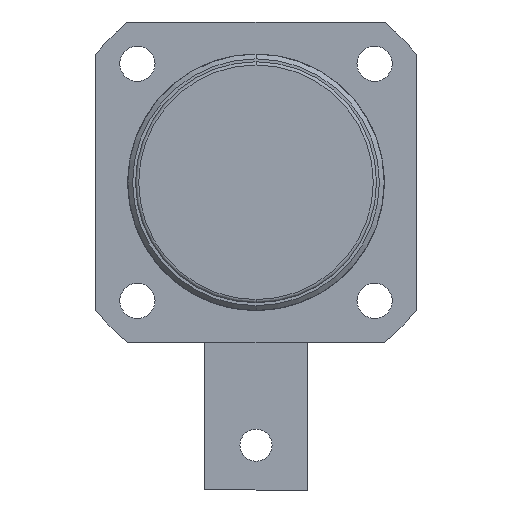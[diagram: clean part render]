
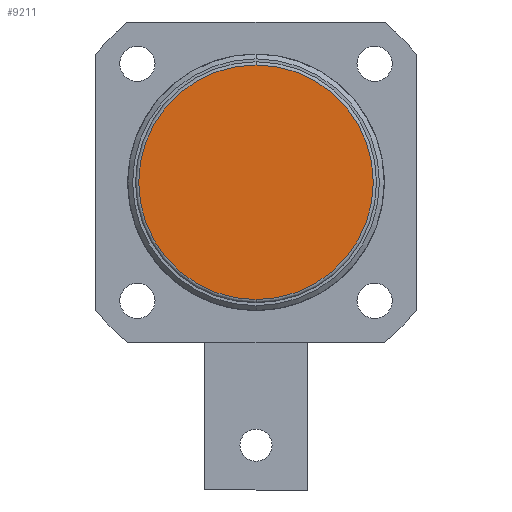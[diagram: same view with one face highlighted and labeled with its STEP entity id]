
A CAD part, front view. The second image highlights one B-rep face of the part: STEP entity #9211.
In plain terms, the highlighted planar face has unit normal (0, -1, 0).
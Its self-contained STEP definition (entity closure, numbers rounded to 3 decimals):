
#577 = CARTESIAN_POINT ( 'NONE',  ( 3.623, 1.981, -18.3 ) ) ;
#997 = CARTESIAN_POINT ( 'NONE',  ( 3.623, 1.981, 0. ) ) ;
#1167 = AXIS2_PLACEMENT_3D ( 'NONE', #997, #10494, #2346 ) ;
#1175 = EDGE_CURVE ( 'NONE', #16143, #12789, #9466, .T. ) ;
#1298 = ORIENTED_EDGE ( 'NONE', *, *, #1175, .T. ) ;
#1577 = ORIENTED_EDGE ( 'NONE', *, *, #3796, .T. ) ;
#2128 = CARTESIAN_POINT ( 'NONE',  ( 3.623, 1.981, 0. ) ) ;
#2346 = DIRECTION ( 'NONE',  ( 0., 0., -1. ) ) ;
#3796 = EDGE_CURVE ( 'NONE', #12789, #16143, #5390, .T. ) ;
#4942 = FACE_OUTER_BOUND ( 'NONE', #16893, .T. ) ;
#5390 = CIRCLE ( 'NONE', #1167, 18.3 ) ;
#6242 = DIRECTION ( 'NONE',  ( 0., -1., 0. ) ) ;
#9201 = DIRECTION ( 'NONE',  ( 0., -1., 0. ) ) ;
#9211 = ADVANCED_FACE ( 'NONE', ( #4942 ), #14417, .T. ) ;
#9262 = CARTESIAN_POINT ( 'NONE',  ( 3.623, 1.981, 0. ) ) ;
#9466 = CIRCLE ( 'NONE', #15852, 18.3 ) ;
#10494 = DIRECTION ( 'NONE',  ( 0., -1., 0. ) ) ;
#12789 = VERTEX_POINT ( 'NONE', #577 ) ;
#14417 = PLANE ( 'NONE',  #17592 ) ;
#14948 = CARTESIAN_POINT ( 'NONE',  ( 3.623, 1.981, 18.3 ) ) ;
#15529 = DIRECTION ( 'NONE',  ( 0., 0., -1. ) ) ;
#15777 = DIRECTION ( 'NONE',  ( 0., 0., -1. ) ) ;
#15852 = AXIS2_PLACEMENT_3D ( 'NONE', #9262, #9201, #15529 ) ;
#16143 = VERTEX_POINT ( 'NONE', #14948 ) ;
#16893 = EDGE_LOOP ( 'NONE', ( #1577, #1298 ) ) ;
#17592 = AXIS2_PLACEMENT_3D ( 'NONE', #2128, #6242, #15777 ) ;
